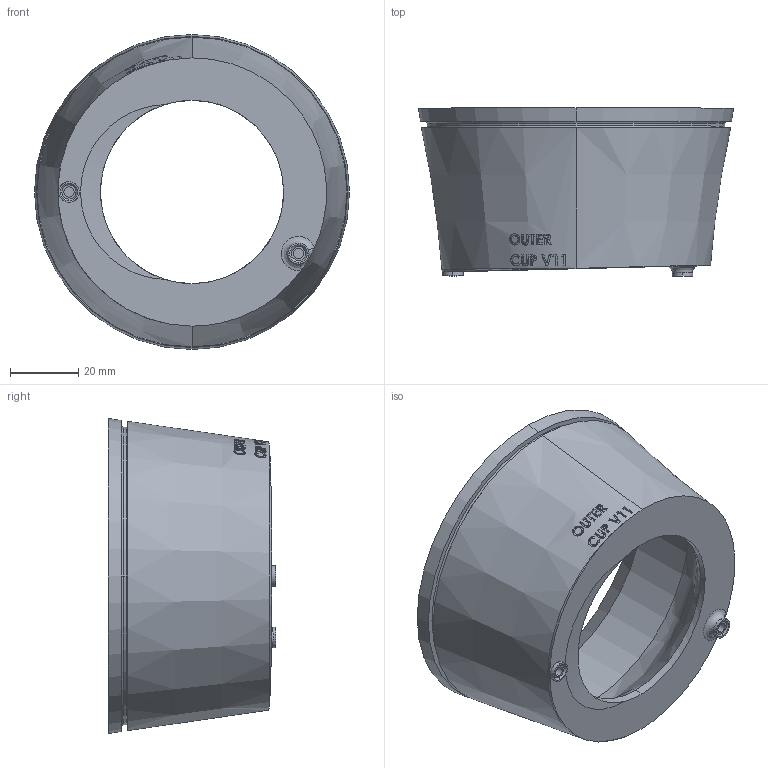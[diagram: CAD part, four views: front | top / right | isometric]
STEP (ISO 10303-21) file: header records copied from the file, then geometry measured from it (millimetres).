
FILE_DESCRIPTION (( 'STEP AP214' ), '1' );
FILE_NAME ('outer cup rev11.STEP', '2023-08-04T22:53:23', ( '' ), ( '' ), 'SwSTEP 2.0', 'SolidWorks 2022', '' );
FILE_SCHEMA (( 'AUTOMOTIVE_DESIGN' ));
Length unit declared in the file: millimetre
Products named in the file (1): outer cup rev11
Bounding box: 92.19 x 49.1 x 92.19 mm (x, y, z)
Volume: 54628.9 mm3; surface area: 29403.6 mm2
Topology: 1 solids, 1 shells, 164 faces, 411 edges, 270 vertices
Faces by surface type: bspline 110, cone 24, cylinder 15, plane 10, torus 4, sphere 1
Entity records: 12500 total; most frequent: CARTESIAN_POINT 9499, ORIENTED_EDGE 822, EDGE_CURVE 411, B_SPLINE_CURVE_WITH_KNOTS 321, VERTEX_POINT 270, DIRECTION 236, EDGE_LOOP 187, ADVANCED_FACE 164
